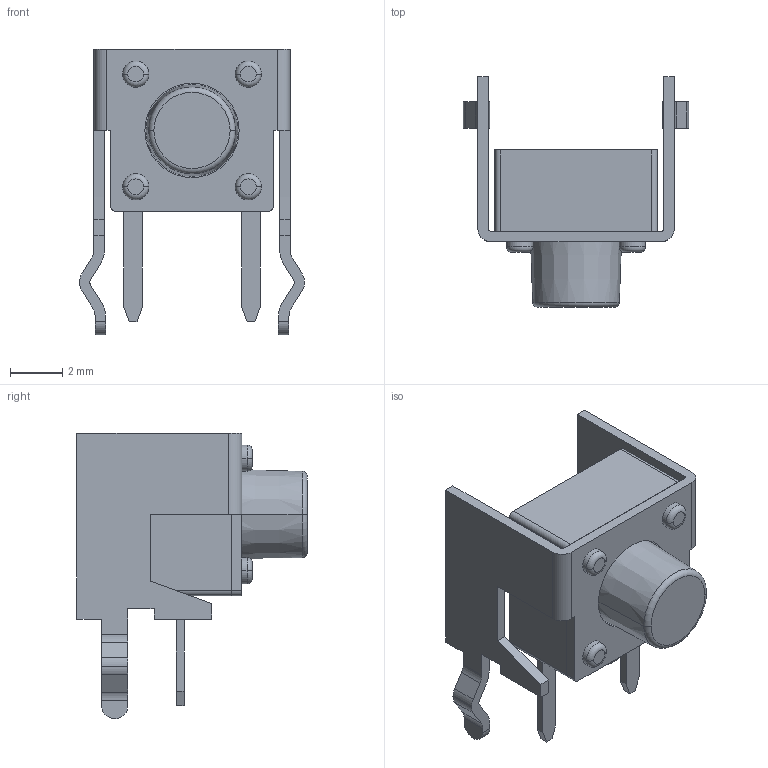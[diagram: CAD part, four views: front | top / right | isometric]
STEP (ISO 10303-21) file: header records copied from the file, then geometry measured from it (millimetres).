
FILE_DESCRIPTION (( 'STEP AP214' ), '1' );
FILE_NAME ('KEY-TH_TC-6615-6-160G.step', '2022-07-02T15:58:57', ( '' ), ( '' ), 'SwSTEP 2.0', 'SolidWorks 2020', '' );
FILE_SCHEMA (( 'AUTOMOTIVE_DESIGN' ));
Length unit declared in the file: millimetre
Products named in the file (1): KEY-TH_TC-6615-6-160G
Bounding box: 8.6 x 8.8 x 10.9 mm (x, y, z)
Volume: 189.1 mm3; surface area: 448.9 mm2
Topology: 2 solids, 2 shells, 402 faces, 1085 edges, 720 vertices
Faces by surface type: plane 240, bspline 112, cylinder 38, torus 10, cone 2
Entity records: 17528 total; most frequent: CARTESIAN_POINT 4312, ORIENTED_EDGE 2170, DIRECTION 1539, EDGE_CURVE 1085, VECTOR 757, LINE 757, VERTEX_POINT 720, EDGE_LOOP 437
